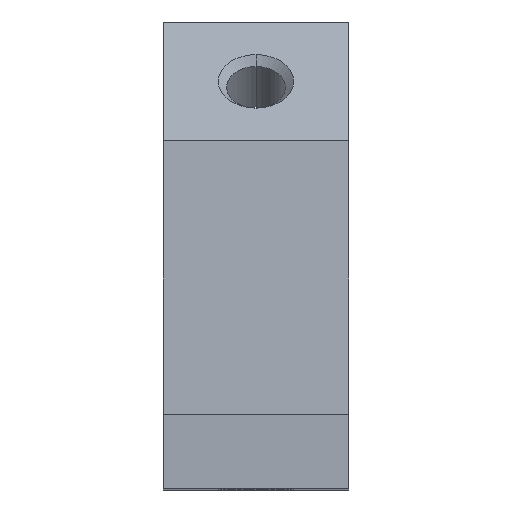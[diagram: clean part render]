
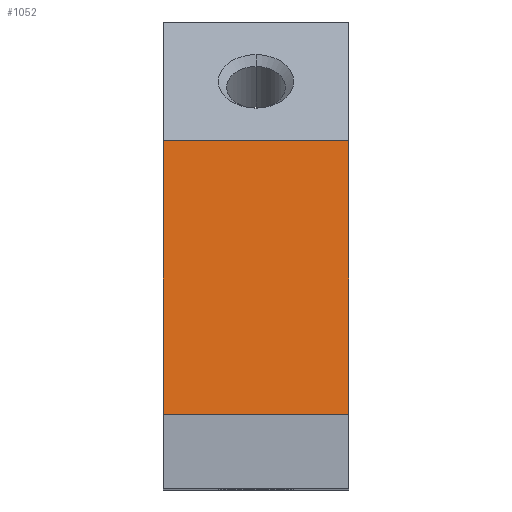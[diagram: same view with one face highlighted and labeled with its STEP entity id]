
A CAD part, top view. The second image highlights one B-rep face of the part: STEP entity #1052.
In plain terms, the highlighted planar face has unit normal (0, 0.924, 0.383).
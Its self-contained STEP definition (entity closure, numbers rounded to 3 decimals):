
#6 = FACE_OUTER_BOUND ( 'NONE', #1098, .T. ) ;
#8 = CARTESIAN_POINT ( 'NONE',  ( 11., 41.578, -29.133 ) ) ;
#19 = CARTESIAN_POINT ( 'NONE',  ( 11., 41.578, -29.133 ) ) ;
#34 = CARTESIAN_POINT ( 'NONE',  ( -11., 41.578, -29.133 ) ) ;
#45 = LINE ( 'NONE', #8, #983 ) ;
#76 = CARTESIAN_POINT ( 'NONE',  ( 11., 41.578, -29.133 ) ) ;
#77 = LINE ( 'NONE', #76, #386 ) ;
#127 = ORIENTED_EDGE ( 'NONE', *, *, #533, .T. ) ;
#133 = AXIS2_PLACEMENT_3D ( 'NONE', #1235, #741, #1137 ) ;
#152 = VERTEX_POINT ( 'NONE', #901 ) ;
#155 = LINE ( 'NONE', #224, #207 ) ;
#189 = EDGE_CURVE ( 'NONE', #343, #152, #392, .T. ) ;
#198 = ORIENTED_EDGE ( 'NONE', *, *, #189, .F. ) ;
#207 = VECTOR ( 'NONE', #1021, 1000. ) ;
#224 = CARTESIAN_POINT ( 'NONE',  ( -11., 41.578, -29.133 ) ) ;
#343 = VERTEX_POINT ( 'NONE', #438 ) ;
#386 = VECTOR ( 'NONE', #952, 1000. ) ;
#392 = LINE ( 'NONE', #999, #666 ) ;
#426 = EDGE_CURVE ( 'NONE', #987, #343, #77, .T. ) ;
#438 = CARTESIAN_POINT ( 'NONE',  ( 11., 8.8, 50. ) ) ;
#533 = EDGE_CURVE ( 'NONE', #987, #858, #45, .T. ) ;
#610 = DIRECTION ( 'NONE',  ( -1., 0., 0. ) ) ;
#666 = VECTOR ( 'NONE', #1181, 1000. ) ;
#741 = DIRECTION ( 'NONE',  ( 0., -0.924, -0.383 ) ) ;
#825 = ORIENTED_EDGE ( 'NONE', *, *, #426, .F. ) ;
#858 = VERTEX_POINT ( 'NONE', #34 ) ;
#901 = CARTESIAN_POINT ( 'NONE',  ( -11., 8.8, 50. ) ) ;
#952 = DIRECTION ( 'NONE',  ( 0., -0.383, 0.924 ) ) ;
#983 = VECTOR ( 'NONE', #610, 1000. ) ;
#987 = VERTEX_POINT ( 'NONE', #19 ) ;
#999 = CARTESIAN_POINT ( 'NONE',  ( 11., 8.8, 50. ) ) ;
#1021 = DIRECTION ( 'NONE',  ( 0., -0.383, 0.924 ) ) ;
#1052 = ADVANCED_FACE ( 'NONE', ( #6 ), #1244, .F. ) ;
#1098 = EDGE_LOOP ( 'NONE', ( #1190, #198, #825, #127 ) ) ;
#1128 = EDGE_CURVE ( 'NONE', #858, #152, #155, .T. ) ;
#1137 = DIRECTION ( 'NONE',  ( 0., 0.383, -0.924 ) ) ;
#1181 = DIRECTION ( 'NONE',  ( -1., 0., 0. ) ) ;
#1190 = ORIENTED_EDGE ( 'NONE', *, *, #1128, .T. ) ;
#1235 = CARTESIAN_POINT ( 'NONE',  ( 11., 41.578, -29.133 ) ) ;
#1244 = PLANE ( 'NONE',  #133 ) ;
